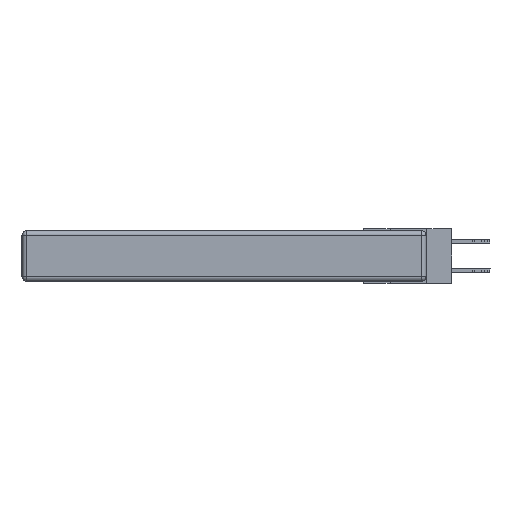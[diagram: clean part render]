
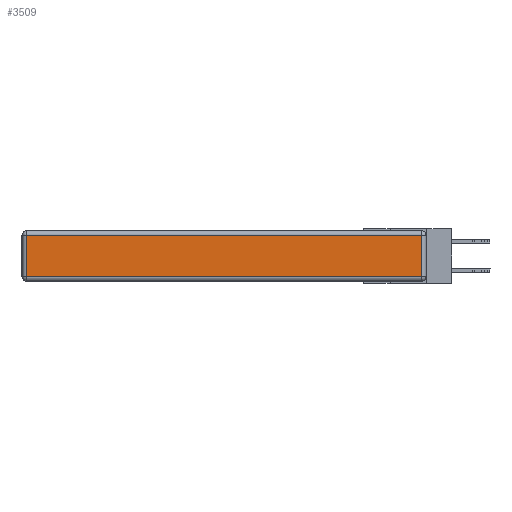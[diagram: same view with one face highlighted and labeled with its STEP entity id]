
A CAD part, left-side view. The second image highlights one B-rep face of the part: STEP entity #3509.
In plain terms, the highlighted planar face has unit normal (-1, 0, 0).
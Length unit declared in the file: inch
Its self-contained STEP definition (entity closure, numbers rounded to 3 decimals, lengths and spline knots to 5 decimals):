
#787 = CARTESIAN_POINT ( 'NONE',  ( 0., 0., -0.313 ) ) ;
#2157 = CARTESIAN_POINT ( 'NONE',  ( 0., 0.03, -0.313 ) ) ;
#3509 = ADVANCED_FACE ( 'NONE', ( #17165 ), #17650, .T. ) ;
#3568 = DIRECTION ( 'NONE',  ( 0., 0., -1. ) ) ;
#4972 = CARTESIAN_POINT ( 'NONE',  ( 0., 2.75, -0.03 ) ) ;
#7995 = CARTESIAN_POINT ( 'NONE',  ( 0., 0.03, -0.343 ) ) ;
#9219 = CARTESIAN_POINT ( 'NONE',  ( 0., 2.72, -0.03 ) ) ;
#9222 = VERTEX_POINT ( 'NONE', #30120 ) ;
#9432 = EDGE_CURVE ( 'NONE', #12049, #9222, #24679, .T. ) ;
#10204 = VECTOR ( 'NONE', #10293, 39.37008 ) ;
#10293 = DIRECTION ( 'NONE',  ( 0., 0., 1. ) ) ;
#11082 = EDGE_CURVE ( 'NONE', #9222, #16809, #17586, .T. ) ;
#11440 = DIRECTION ( 'NONE',  ( 0., -1., 0. ) ) ;
#12028 = VECTOR ( 'NONE', #23522, 39.37008 ) ;
#12049 = VERTEX_POINT ( 'NONE', #9219 ) ;
#13523 = LINE ( 'NONE', #7995, #10204 ) ;
#15510 = AXIS2_PLACEMENT_3D ( 'NONE', #33611, #31147, #33829 ) ;
#15783 = ORIENTED_EDGE ( 'NONE', *, *, #21690, .T. ) ;
#15995 = VECTOR ( 'NONE', #3568, 39.37008 ) ;
#16150 = LINE ( 'NONE', #4972, #12028 ) ;
#16809 = VERTEX_POINT ( 'NONE', #2157 ) ;
#17165 = FACE_OUTER_BOUND ( 'NONE', #32990, .T. ) ;
#17586 = LINE ( 'NONE', #787, #34117 ) ;
#17650 = PLANE ( 'NONE',  #15510 ) ;
#17930 = ORIENTED_EDGE ( 'NONE', *, *, #9432, .T. ) ;
#19104 = ORIENTED_EDGE ( 'NONE', *, *, #11082, .T. ) ;
#21690 = EDGE_CURVE ( 'NONE', #16809, #28890, #13523, .T. ) ;
#23522 = DIRECTION ( 'NONE',  ( 0., 1., 0. ) ) ;
#24679 = LINE ( 'NONE', #27292, #15995 ) ;
#25802 = EDGE_CURVE ( 'NONE', #28890, #12049, #16150, .T. ) ;
#27161 = ORIENTED_EDGE ( 'NONE', *, *, #25802, .T. ) ;
#27292 = CARTESIAN_POINT ( 'NONE',  ( 0., 2.72, -0.343 ) ) ;
#28890 = VERTEX_POINT ( 'NONE', #32630 ) ;
#30120 = CARTESIAN_POINT ( 'NONE',  ( 0., 2.72, -0.313 ) ) ;
#31147 = DIRECTION ( 'NONE',  ( -1., 0., 0. ) ) ;
#32630 = CARTESIAN_POINT ( 'NONE',  ( 0., 0.03, -0.03 ) ) ;
#32990 = EDGE_LOOP ( 'NONE', ( #19104, #15783, #27161, #17930 ) ) ;
#33611 = CARTESIAN_POINT ( 'NONE',  ( 0., 0., -0.343 ) ) ;
#33829 = DIRECTION ( 'NONE',  ( 0., 0., 1. ) ) ;
#34117 = VECTOR ( 'NONE', #11440, 39.37008 ) ;
